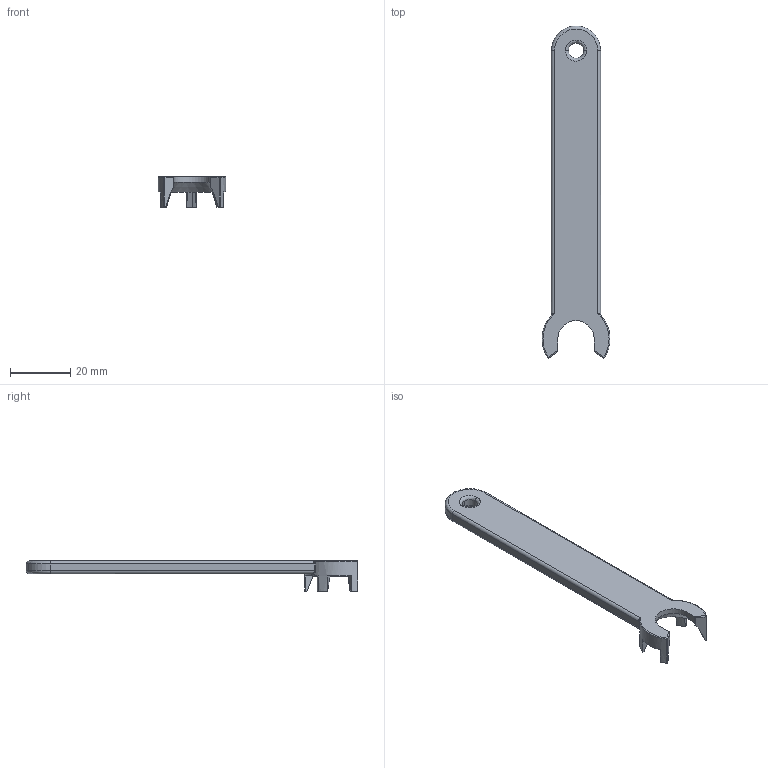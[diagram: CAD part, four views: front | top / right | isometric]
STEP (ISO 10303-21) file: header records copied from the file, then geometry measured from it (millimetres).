
FILE_DESCRIPTION (( 'STEP AP203' ), '1' );
FILE_NAME ('SPANNER E16M .STEP', '2019-04-23T06:12:26', ( '' ), ( '' ), 'SwSTEP 2.0', 'SolidWorks 2014', '' );
FILE_SCHEMA (( 'CONFIG_CONTROL_DESIGN' ));
Length unit declared in the file: millimetre
Products named in the file (1): SPANNER E16M 
Bounding box: 22.48 x 109.88 x 10 mm (x, y, z)
Volume: 7207 mm3; surface area: 4575.8 mm2
Topology: 1 solids, 1 shells, 71 faces, 181 edges, 108 vertices
Faces by surface type: plane 25, cylinder 19, bspline 18, cone 9
Entity records: 2895 total; most frequent: CARTESIAN_POINT 1243, ORIENTED_EDGE 354, DIRECTION 311, EDGE_CURVE 177, AXIS2_PLACEMENT_3D 118, VERTEX_POINT 108, VECTOR 75, LINE 75
